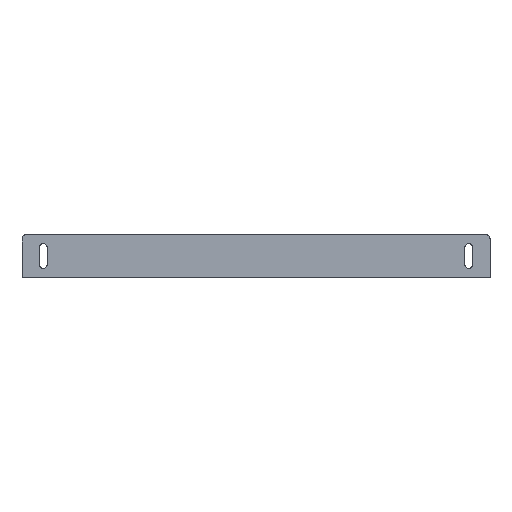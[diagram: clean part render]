
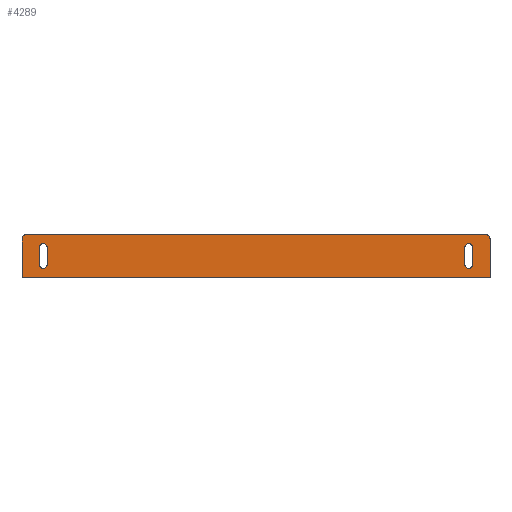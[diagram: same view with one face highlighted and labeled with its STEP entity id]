
A CAD part, front view. The second image highlights one B-rep face of the part: STEP entity #4289.
In plain terms, the highlighted planar face has unit normal (0, -1, 0).
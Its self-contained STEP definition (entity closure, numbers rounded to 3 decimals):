
#42 = CARTESIAN_POINT ( 'NONE',  ( 245.5, -36.5, 35. ) ) ;
#43 = AXIS2_PLACEMENT_3D ( 'NONE', #941, #576, #4410 ) ;
#56 = LINE ( 'NONE', #4068, #5220 ) ;
#107 = CARTESIAN_POINT ( 'NONE',  ( 254.5, -36.5, 15. ) ) ;
#114 = CARTESIAN_POINT ( 'NONE',  ( -254.5, -36.5, 15. ) ) ;
#140 = VECTOR ( 'NONE', #1232, 1000. ) ;
#141 = EDGE_LOOP ( 'NONE', ( #603, #1954, #703, #417 ) ) ;
#154 = EDGE_CURVE ( 'NONE', #1091, #3201, #4805, .T. ) ;
#162 = CIRCLE ( 'NONE', #1618, 5. ) ;
#166 = DIRECTION ( 'NONE',  ( 0., 0., -1. ) ) ;
#199 = DIRECTION ( 'NONE',  ( 0., -1., 0. ) ) ;
#205 = VERTEX_POINT ( 'NONE', #3527 ) ;
#226 = VERTEX_POINT ( 'NONE', #832 ) ;
#238 = CARTESIAN_POINT ( 'NONE',  ( -275., -36.5, 45. ) ) ;
#242 = CARTESIAN_POINT ( 'NONE',  ( -245.5, -36.5, 35. ) ) ;
#253 = ORIENTED_EDGE ( 'NONE', *, *, #3977, .F. ) ;
#283 = CARTESIAN_POINT ( 'NONE',  ( -275., -36.5, 0. ) ) ;
#319 = AXIS2_PLACEMENT_3D ( 'NONE', #2933, #5422, #4605 ) ;
#328 = VERTEX_POINT ( 'NONE', #114 ) ;
#417 = ORIENTED_EDGE ( 'NONE', *, *, #4155, .F. ) ;
#424 = AXIS2_PLACEMENT_3D ( 'NONE', #822, #2101, #2504 ) ;
#576 = DIRECTION ( 'NONE',  ( 0., -1., 0. ) ) ;
#603 = ORIENTED_EDGE ( 'NONE', *, *, #5050, .F. ) ;
#676 = LINE ( 'NONE', #1524, #4628 ) ;
#680 = EDGE_CURVE ( 'NONE', #3201, #1047, #4510, .T. ) ;
#681 = VERTEX_POINT ( 'NONE', #2782 ) ;
#703 = ORIENTED_EDGE ( 'NONE', *, *, #3070, .F. ) ;
#704 = ORIENTED_EDGE ( 'NONE', *, *, #4253, .T. ) ;
#822 = CARTESIAN_POINT ( 'NONE',  ( 250., -36.5, 35. ) ) ;
#832 = CARTESIAN_POINT ( 'NONE',  ( 254.5, -36.5, 35. ) ) ;
#879 = VERTEX_POINT ( 'NONE', #5438 ) ;
#938 = VERTEX_POINT ( 'NONE', #4258 ) ;
#941 = CARTESIAN_POINT ( 'NONE',  ( 270., -36.5, 45. ) ) ;
#1010 = DIRECTION ( 'NONE',  ( 0., 0., -1. ) ) ;
#1047 = VERTEX_POINT ( 'NONE', #4420 ) ;
#1091 = VERTEX_POINT ( 'NONE', #238 ) ;
#1110 = DIRECTION ( 'NONE',  ( 0., -1., 0. ) ) ;
#1211 = DIRECTION ( 'NONE',  ( 1., 0., 0. ) ) ;
#1232 = DIRECTION ( 'NONE',  ( 0., 0., 1. ) ) ;
#1235 = VECTOR ( 'NONE', #5435, 1000. ) ;
#1269 = CARTESIAN_POINT ( 'NONE',  ( 245.5, -36.5, 15. ) ) ;
#1394 = AXIS2_PLACEMENT_3D ( 'NONE', #2555, #3433, #1211 ) ;
#1442 = DIRECTION ( 'NONE',  ( 1., 0., 0. ) ) ;
#1524 = CARTESIAN_POINT ( 'NONE',  ( -275., -36.5, 50. ) ) ;
#1610 = EDGE_CURVE ( 'NONE', #681, #1047, #56, .T. ) ;
#1618 = AXIS2_PLACEMENT_3D ( 'NONE', #3108, #4360, #2998 ) ;
#1663 = LINE ( 'NONE', #5129, #140 ) ;
#1849 = EDGE_CURVE ( 'NONE', #226, #3607, #4775, .T. ) ;
#1894 = VERTEX_POINT ( 'NONE', #1269 ) ;
#1954 = ORIENTED_EDGE ( 'NONE', *, *, #1849, .F. ) ;
#1970 = ORIENTED_EDGE ( 'NONE', *, *, #3315, .F. ) ;
#1996 = EDGE_CURVE ( 'NONE', #4433, #328, #2974, .T. ) ;
#2070 = EDGE_CURVE ( 'NONE', #879, #3420, #1663, .T. ) ;
#2101 = DIRECTION ( 'NONE',  ( 0., -1., 0. ) ) ;
#2133 = ORIENTED_EDGE ( 'NONE', *, *, #680, .T. ) ;
#2227 = AXIS2_PLACEMENT_3D ( 'NONE', #5037, #1110, #2850 ) ;
#2501 = AXIS2_PLACEMENT_3D ( 'NONE', #4102, #199, #4045 ) ;
#2504 = DIRECTION ( 'NONE',  ( -1., 0., 0. ) ) ;
#2555 = CARTESIAN_POINT ( 'NONE',  ( -250., -36.5, 15. ) ) ;
#2685 = ORIENTED_EDGE ( 'NONE', *, *, #1610, .F. ) ;
#2721 = CARTESIAN_POINT ( 'NONE',  ( 245.5, -36.5, 35. ) ) ;
#2782 = CARTESIAN_POINT ( 'NONE',  ( 275., -36.5, 45. ) ) ;
#2850 = DIRECTION ( 'NONE',  ( 1., 0., 0. ) ) ;
#2867 = ORIENTED_EDGE ( 'NONE', *, *, #2070, .F. ) ;
#2904 = FACE_BOUND ( 'NONE', #141, .T. ) ;
#2933 = CARTESIAN_POINT ( 'NONE',  ( 275., -36.5, 1.5 ) ) ;
#2974 = LINE ( 'NONE', #3682, #1235 ) ;
#2998 = DIRECTION ( 'NONE',  ( -1., 0., 0. ) ) ;
#3033 = EDGE_LOOP ( 'NONE', ( #2685, #704, #1970, #5405, #4204, #2133 ) ) ;
#3040 = CIRCLE ( 'NONE', #2501, 4.5 ) ;
#3070 = EDGE_CURVE ( 'NONE', #4601, #226, #3271, .T. ) ;
#3108 = CARTESIAN_POINT ( 'NONE',  ( -270., -36.5, 45. ) ) ;
#3170 = EDGE_LOOP ( 'NONE', ( #3990, #253, #2867, #5393 ) ) ;
#3201 = VERTEX_POINT ( 'NONE', #283 ) ;
#3271 = LINE ( 'NONE', #3813, #4177 ) ;
#3315 = EDGE_CURVE ( 'NONE', #205, #938, #676, .T. ) ;
#3331 = FACE_OUTER_BOUND ( 'NONE', #3033, .T. ) ;
#3420 = VERTEX_POINT ( 'NONE', #242 ) ;
#3433 = DIRECTION ( 'NONE',  ( 0., -1., 0. ) ) ;
#3491 = CARTESIAN_POINT ( 'NONE',  ( -254.5, -36.5, 35. ) ) ;
#3527 = CARTESIAN_POINT ( 'NONE',  ( -270., -36.5, 50. ) ) ;
#3607 = VERTEX_POINT ( 'NONE', #42 ) ;
#3660 = VECTOR ( 'NONE', #1010, 1000. ) ;
#3682 = CARTESIAN_POINT ( 'NONE',  ( -254.5, -36.5, 35. ) ) ;
#3813 = CARTESIAN_POINT ( 'NONE',  ( 254.5, -36.5, 35. ) ) ;
#3828 = VECTOR ( 'NONE', #4743, 1000. ) ;
#3975 = LINE ( 'NONE', #2721, #3660 ) ;
#3977 = EDGE_CURVE ( 'NONE', #3420, #4433, #5566, .T. ) ;
#3990 = ORIENTED_EDGE ( 'NONE', *, *, #1996, .F. ) ;
#4005 = CARTESIAN_POINT ( 'NONE',  ( 275., -36.5, 0. ) ) ;
#4045 = DIRECTION ( 'NONE',  ( -1., 0., 0. ) ) ;
#4066 = DIRECTION ( 'NONE',  ( 1., 0., 0. ) ) ;
#4068 = CARTESIAN_POINT ( 'NONE',  ( 275., -36.5, 1.5 ) ) ;
#4102 = CARTESIAN_POINT ( 'NONE',  ( 250., -36.5, 15. ) ) ;
#4131 = PLANE ( 'NONE',  #319 ) ;
#4155 = EDGE_CURVE ( 'NONE', #1894, #4601, #3040, .T. ) ;
#4177 = VECTOR ( 'NONE', #5449, 1000. ) ;
#4204 = ORIENTED_EDGE ( 'NONE', *, *, #154, .T. ) ;
#4240 = FACE_BOUND ( 'NONE', #3170, .T. ) ;
#4253 = EDGE_CURVE ( 'NONE', #681, #938, #4486, .T. ) ;
#4258 = CARTESIAN_POINT ( 'NONE',  ( 270., -36.5, 50. ) ) ;
#4289 = ADVANCED_FACE ( 'NONE', ( #4240, #2904, #3331 ), #4131, .F. ) ;
#4360 = DIRECTION ( 'NONE',  ( 0., -1., 0. ) ) ;
#4380 = VECTOR ( 'NONE', #4066, 1000. ) ;
#4409 = CARTESIAN_POINT ( 'NONE',  ( -275., -36.5, 1.5 ) ) ;
#4410 = DIRECTION ( 'NONE',  ( -1., 0., 0. ) ) ;
#4420 = CARTESIAN_POINT ( 'NONE',  ( 275., -36.5, 0. ) ) ;
#4433 = VERTEX_POINT ( 'NONE', #3491 ) ;
#4486 = CIRCLE ( 'NONE', #43, 5. ) ;
#4510 = LINE ( 'NONE', #4005, #4380 ) ;
#4601 = VERTEX_POINT ( 'NONE', #107 ) ;
#4605 = DIRECTION ( 'NONE',  ( -1., 0., 0. ) ) ;
#4628 = VECTOR ( 'NONE', #1442, 1000. ) ;
#4663 = CIRCLE ( 'NONE', #1394, 4.5 ) ;
#4743 = DIRECTION ( 'NONE',  ( 0., 0., -1. ) ) ;
#4775 = CIRCLE ( 'NONE', #424, 4.5 ) ;
#4805 = LINE ( 'NONE', #4409, #3828 ) ;
#4920 = EDGE_CURVE ( 'NONE', #328, #879, #4663, .T. ) ;
#5037 = CARTESIAN_POINT ( 'NONE',  ( -250., -36.5, 35. ) ) ;
#5050 = EDGE_CURVE ( 'NONE', #3607, #1894, #3975, .T. ) ;
#5129 = CARTESIAN_POINT ( 'NONE',  ( -245.5, -36.5, 35. ) ) ;
#5220 = VECTOR ( 'NONE', #166, 1000. ) ;
#5259 = EDGE_CURVE ( 'NONE', #205, #1091, #162, .T. ) ;
#5393 = ORIENTED_EDGE ( 'NONE', *, *, #4920, .F. ) ;
#5405 = ORIENTED_EDGE ( 'NONE', *, *, #5259, .T. ) ;
#5422 = DIRECTION ( 'NONE',  ( 0., 1., 0. ) ) ;
#5435 = DIRECTION ( 'NONE',  ( 0., 0., -1. ) ) ;
#5438 = CARTESIAN_POINT ( 'NONE',  ( -245.5, -36.5, 15. ) ) ;
#5449 = DIRECTION ( 'NONE',  ( 0., 0., 1. ) ) ;
#5566 = CIRCLE ( 'NONE', #2227, 4.5 ) ;
